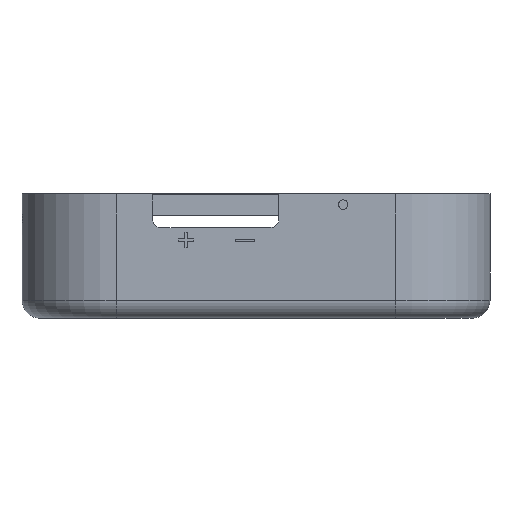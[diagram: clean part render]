
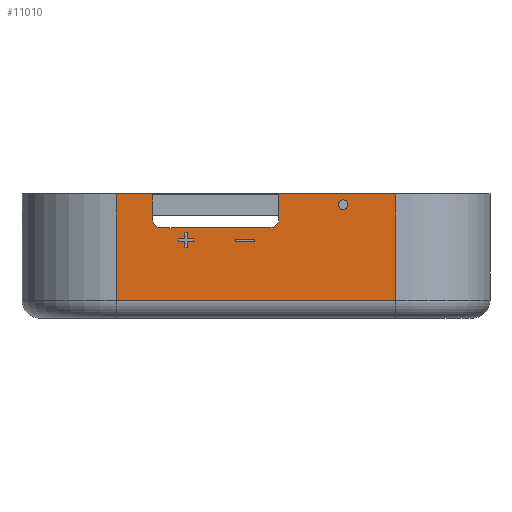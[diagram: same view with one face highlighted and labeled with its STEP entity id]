
A CAD part, left-side view. The second image highlights one B-rep face of the part: STEP entity #11010.
In plain terms, the highlighted planar face has unit normal (-1, 0, 0).
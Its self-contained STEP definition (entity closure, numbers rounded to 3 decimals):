
#84=FACE_BOUND('',#1752,.T.);
#85=FACE_BOUND('',#1753,.T.);
#86=FACE_BOUND('',#1754,.T.);
#285=PLANE('',#11451);
#1110=FACE_OUTER_BOUND('',#1751,.T.);
#1751=EDGE_LOOP('',(#9969,#9970,#9971,#9972,#9973,#9974,#9975,#9976,#9977,
#9978));
#1752=EDGE_LOOP('',(#9979,#9980,#9981,#9982,#9983,#9984,#9985,#9986,#9987,
#9988,#9989,#9990));
#1753=EDGE_LOOP('',(#9991,#9992,#9993,#9994));
#1754=EDGE_LOOP('',(#9995));
#1863=LINE('',#13698,#2818);
#1901=LINE('',#14226,#2856);
#2669=LINE('',#22836,#3624);
#2676=LINE('',#22851,#3631);
#2684=LINE('',#22910,#3639);
#2685=LINE('',#22912,#3640);
#2686=LINE('',#22916,#3641);
#2687=LINE('',#22919,#3642);
#2688=LINE('',#22922,#3643);
#2689=LINE('',#22924,#3644);
#2690=LINE('',#22926,#3645);
#2691=LINE('',#22928,#3646);
#2692=LINE('',#22930,#3647);
#2693=LINE('',#22932,#3648);
#2694=LINE('',#22934,#3649);
#2695=LINE('',#22936,#3650);
#2696=LINE('',#22938,#3651);
#2697=LINE('',#22940,#3652);
#2698=LINE('',#22942,#3653);
#2699=LINE('',#22943,#3654);
#2700=LINE('',#22946,#3655);
#2701=LINE('',#22948,#3656);
#2702=LINE('',#22950,#3657);
#2703=LINE('',#22951,#3658);
#2818=VECTOR('',#11611,10.);
#2856=VECTOR('',#11759,10.);
#3624=VECTOR('',#13055,10.);
#3631=VECTOR('',#13066,10.);
#3639=VECTOR('',#13096,10.);
#3640=VECTOR('',#13097,10.);
#3641=VECTOR('',#13100,10.);
#3642=VECTOR('',#13103,10.);
#3643=VECTOR('',#13104,10.);
#3644=VECTOR('',#13105,10.);
#3645=VECTOR('',#13106,10.);
#3646=VECTOR('',#13107,10.);
#3647=VECTOR('',#13108,10.);
#3648=VECTOR('',#13109,10.);
#3649=VECTOR('',#13110,10.);
#3650=VECTOR('',#13111,10.);
#3651=VECTOR('',#13112,10.);
#3652=VECTOR('',#13113,10.);
#3653=VECTOR('',#13114,10.);
#3654=VECTOR('',#13115,10.);
#3655=VECTOR('',#13116,10.);
#3656=VECTOR('',#13117,10.);
#3657=VECTOR('',#13118,10.);
#3658=VECTOR('',#13119,10.);
#3875=CIRCLE('',#11452,0.7);
#3876=CIRCLE('',#11453,0.7);
#3877=CIRCLE('',#11454,0.4);
#4462=VERTEX_POINT('',#13695);
#4463=VERTEX_POINT('',#13697);
#4530=VERTEX_POINT('',#14199);
#5434=VERTEX_POINT('',#22835);
#5439=VERTEX_POINT('',#22848);
#5440=VERTEX_POINT('',#22850);
#5447=VERTEX_POINT('',#22911);
#5448=VERTEX_POINT('',#22913);
#5449=VERTEX_POINT('',#22915);
#5450=VERTEX_POINT('',#22917);
#5451=VERTEX_POINT('',#22920);
#5452=VERTEX_POINT('',#22921);
#5453=VERTEX_POINT('',#22923);
#5454=VERTEX_POINT('',#22925);
#5455=VERTEX_POINT('',#22927);
#5456=VERTEX_POINT('',#22929);
#5457=VERTEX_POINT('',#22931);
#5458=VERTEX_POINT('',#22933);
#5459=VERTEX_POINT('',#22935);
#5460=VERTEX_POINT('',#22937);
#5461=VERTEX_POINT('',#22939);
#5462=VERTEX_POINT('',#22941);
#5463=VERTEX_POINT('',#22944);
#5464=VERTEX_POINT('',#22945);
#5465=VERTEX_POINT('',#22947);
#5466=VERTEX_POINT('',#22949);
#5467=VERTEX_POINT('',#22952);
#5546=EDGE_CURVE('',#4463,#4462,#1863,.T.);
#5633=EDGE_CURVE('',#4530,#4462,#1901,.T.);
#6973=EDGE_CURVE('',#5434,#4463,#2669,.T.);
#6981=EDGE_CURVE('',#5440,#5439,#2676,.T.);
#6995=EDGE_CURVE('',#5440,#4530,#2684,.T.);
#6996=EDGE_CURVE('',#5439,#5447,#2685,.T.);
#6997=EDGE_CURVE('',#5447,#5448,#3875,.T.);
#6998=EDGE_CURVE('',#5448,#5449,#2686,.T.);
#6999=EDGE_CURVE('',#5449,#5450,#3876,.T.);
#7000=EDGE_CURVE('',#5450,#5434,#2687,.T.);
#7001=EDGE_CURVE('',#5451,#5452,#2688,.T.);
#7002=EDGE_CURVE('',#5452,#5453,#2689,.T.);
#7003=EDGE_CURVE('',#5453,#5454,#2690,.T.);
#7004=EDGE_CURVE('',#5454,#5455,#2691,.T.);
#7005=EDGE_CURVE('',#5455,#5456,#2692,.T.);
#7006=EDGE_CURVE('',#5456,#5457,#2693,.T.);
#7007=EDGE_CURVE('',#5457,#5458,#2694,.T.);
#7008=EDGE_CURVE('',#5458,#5459,#2695,.T.);
#7009=EDGE_CURVE('',#5459,#5460,#2696,.T.);
#7010=EDGE_CURVE('',#5460,#5461,#2697,.T.);
#7011=EDGE_CURVE('',#5461,#5462,#2698,.T.);
#7012=EDGE_CURVE('',#5462,#5451,#2699,.T.);
#7013=EDGE_CURVE('',#5463,#5464,#2700,.T.);
#7014=EDGE_CURVE('',#5464,#5465,#2701,.T.);
#7015=EDGE_CURVE('',#5465,#5466,#2702,.T.);
#7016=EDGE_CURVE('',#5466,#5463,#2703,.T.);
#7017=EDGE_CURVE('',#5467,#5467,#3877,.T.);
#9969=ORIENTED_EDGE('',*,*,#6995,.F.);
#9970=ORIENTED_EDGE('',*,*,#6981,.T.);
#9971=ORIENTED_EDGE('',*,*,#6996,.T.);
#9972=ORIENTED_EDGE('',*,*,#6997,.T.);
#9973=ORIENTED_EDGE('',*,*,#6998,.T.);
#9974=ORIENTED_EDGE('',*,*,#6999,.T.);
#9975=ORIENTED_EDGE('',*,*,#7000,.T.);
#9976=ORIENTED_EDGE('',*,*,#6973,.T.);
#9977=ORIENTED_EDGE('',*,*,#5546,.T.);
#9978=ORIENTED_EDGE('',*,*,#5633,.F.);
#9979=ORIENTED_EDGE('',*,*,#7001,.T.);
#9980=ORIENTED_EDGE('',*,*,#7002,.T.);
#9981=ORIENTED_EDGE('',*,*,#7003,.T.);
#9982=ORIENTED_EDGE('',*,*,#7004,.T.);
#9983=ORIENTED_EDGE('',*,*,#7005,.T.);
#9984=ORIENTED_EDGE('',*,*,#7006,.T.);
#9985=ORIENTED_EDGE('',*,*,#7007,.T.);
#9986=ORIENTED_EDGE('',*,*,#7008,.T.);
#9987=ORIENTED_EDGE('',*,*,#7009,.T.);
#9988=ORIENTED_EDGE('',*,*,#7010,.T.);
#9989=ORIENTED_EDGE('',*,*,#7011,.T.);
#9990=ORIENTED_EDGE('',*,*,#7012,.T.);
#9991=ORIENTED_EDGE('',*,*,#7013,.T.);
#9992=ORIENTED_EDGE('',*,*,#7014,.T.);
#9993=ORIENTED_EDGE('',*,*,#7015,.T.);
#9994=ORIENTED_EDGE('',*,*,#7016,.T.);
#9995=ORIENTED_EDGE('',*,*,#7017,.T.);
#11010=ADVANCED_FACE('',(#1110,#84,#85,#86),#285,.T.);
#11451=AXIS2_PLACEMENT_3D('',#22909,#13094,#13095);
#11452=AXIS2_PLACEMENT_3D('',#22914,#13098,#13099);
#11453=AXIS2_PLACEMENT_3D('',#22918,#13101,#13102);
#11454=AXIS2_PLACEMENT_3D('',#22953,#13120,#13121);
#11611=DIRECTION('',(0.,0.,-1.));
#11759=DIRECTION('',(0.,1.,0.));
#13055=DIRECTION('',(0.,1.,0.));
#13066=DIRECTION('',(0.,1.,0.));
#13094=DIRECTION('center_axis',(-1.,0.,0.));
#13095=DIRECTION('ref_axis',(0.,1.,0.));
#13096=DIRECTION('',(0.,0.,-1.));
#13097=DIRECTION('',(0.,0.,-1.));
#13098=DIRECTION('center_axis',(1.,0.,0.));
#13099=DIRECTION('ref_axis',(0.,0.,-1.));
#13100=DIRECTION('',(0.,1.,0.));
#13101=DIRECTION('center_axis',(1.,0.,0.));
#13102=DIRECTION('ref_axis',(0.,1.,0.));
#13103=DIRECTION('',(0.,0.,1.));
#13104=DIRECTION('',(0.,0.,-1.));
#13105=DIRECTION('',(0.,1.,0.));
#13106=DIRECTION('',(0.,0.,1.));
#13107=DIRECTION('',(0.,1.,0.));
#13108=DIRECTION('',(0.,0.,1.));
#13109=DIRECTION('',(0.,-1.,0.));
#13110=DIRECTION('',(0.,0.,1.));
#13111=DIRECTION('',(0.,-1.,0.));
#13112=DIRECTION('',(0.,0.,-1.));
#13113=DIRECTION('',(0.,-1.,0.));
#13114=DIRECTION('',(0.,0.,-1.));
#13115=DIRECTION('',(0.,1.,0.));
#13116=DIRECTION('',(0.,-0.002,-1.));
#13117=DIRECTION('',(0.,1.,-0.002));
#13118=DIRECTION('',(0.,0.002,1.));
#13119=DIRECTION('',(0.,-1.,0.002));
#13120=DIRECTION('center_axis',(1.,0.,0.));
#13121=DIRECTION('ref_axis',(0.,-1.,0.));
#13695=CARTESIAN_POINT('',(57.601,69.165,-6.736));
#13697=CARTESIAN_POINT('',(57.601,69.165,2.307));
#13698=CARTESIAN_POINT('',(57.601,69.165,5.434));
#14199=CARTESIAN_POINT('',(57.601,45.435,-6.736));
#14226=CARTESIAN_POINT('',(57.601,51.368,-6.736));
#22835=CARTESIAN_POINT('',(57.601,66.07,2.307));
#22836=CARTESIAN_POINT('',(57.601,51.368,2.307));
#22848=CARTESIAN_POINT('',(57.601,55.36,2.307));
#22850=CARTESIAN_POINT('',(57.601,45.435,2.307));
#22851=CARTESIAN_POINT('',(57.601,51.368,2.307));
#22909=CARTESIAN_POINT('Origin',(57.601,45.435,2.264));
#22910=CARTESIAN_POINT('',(57.601,45.435,5.434));
#22911=CARTESIAN_POINT('',(57.601,55.36,0.153));
#22912=CARTESIAN_POINT('',(57.601,55.36,3.336));
#22913=CARTESIAN_POINT('',(57.601,56.06,-0.547));
#22914=CARTESIAN_POINT('Origin',(57.601,56.06,0.153));
#22915=CARTESIAN_POINT('',(57.601,65.37,-0.547));
#22916=CARTESIAN_POINT('',(57.601,50.748,-0.547));
#22917=CARTESIAN_POINT('',(57.601,66.07,0.153));
#22918=CARTESIAN_POINT('Origin',(57.601,65.37,0.153));
#22919=CARTESIAN_POINT('',(57.601,66.07,1.209));
#22920=CARTESIAN_POINT('',(57.601,63.124,-1.735));
#22921=CARTESIAN_POINT('',(57.601,63.124,-2.284));
#22922=CARTESIAN_POINT('',(57.601,63.124,0.265));
#22923=CARTESIAN_POINT('',(57.601,63.356,-2.284));
#22924=CARTESIAN_POINT('',(57.601,54.28,-2.284));
#22925=CARTESIAN_POINT('',(57.601,63.356,-1.735));
#22926=CARTESIAN_POINT('',(57.601,63.356,-0.01));
#22927=CARTESIAN_POINT('',(57.601,63.901,-1.735));
#22928=CARTESIAN_POINT('',(57.601,54.396,-1.735));
#22929=CARTESIAN_POINT('',(57.601,63.901,-1.506));
#22930=CARTESIAN_POINT('',(57.601,63.901,0.265));
#22931=CARTESIAN_POINT('',(57.601,63.356,-1.506));
#22932=CARTESIAN_POINT('',(57.601,54.668,-1.506));
#22933=CARTESIAN_POINT('',(57.601,63.356,-0.962));
#22934=CARTESIAN_POINT('',(57.601,63.356,0.379));
#22935=CARTESIAN_POINT('',(57.601,63.124,-0.962));
#22936=CARTESIAN_POINT('',(57.601,54.396,-0.962));
#22937=CARTESIAN_POINT('',(57.601,63.124,-1.506));
#22938=CARTESIAN_POINT('',(57.601,63.124,0.651));
#22939=CARTESIAN_POINT('',(57.601,62.58,-1.506));
#22940=CARTESIAN_POINT('',(57.601,54.28,-1.506));
#22941=CARTESIAN_POINT('',(57.601,62.58,-1.735));
#22942=CARTESIAN_POINT('',(57.601,62.58,0.379));
#22943=CARTESIAN_POINT('',(57.601,54.007,-1.735));
#22944=CARTESIAN_POINT('',(57.601,57.431,-1.559));
#22945=CARTESIAN_POINT('',(57.601,57.431,-1.736));
#22946=CARTESIAN_POINT('',(57.601,57.435,0.341));
#22947=CARTESIAN_POINT('',(57.601,59.058,-1.739));
#22948=CARTESIAN_POINT('',(57.601,51.429,-1.724));
#22949=CARTESIAN_POINT('',(57.601,59.058,-1.562));
#22950=CARTESIAN_POINT('',(57.601,59.062,0.249));
#22951=CARTESIAN_POINT('',(57.601,52.243,-1.548));
#22952=CARTESIAN_POINT('',(57.601,50.3,1.4));
#22953=CARTESIAN_POINT('Origin',(57.601,49.9,1.4));
